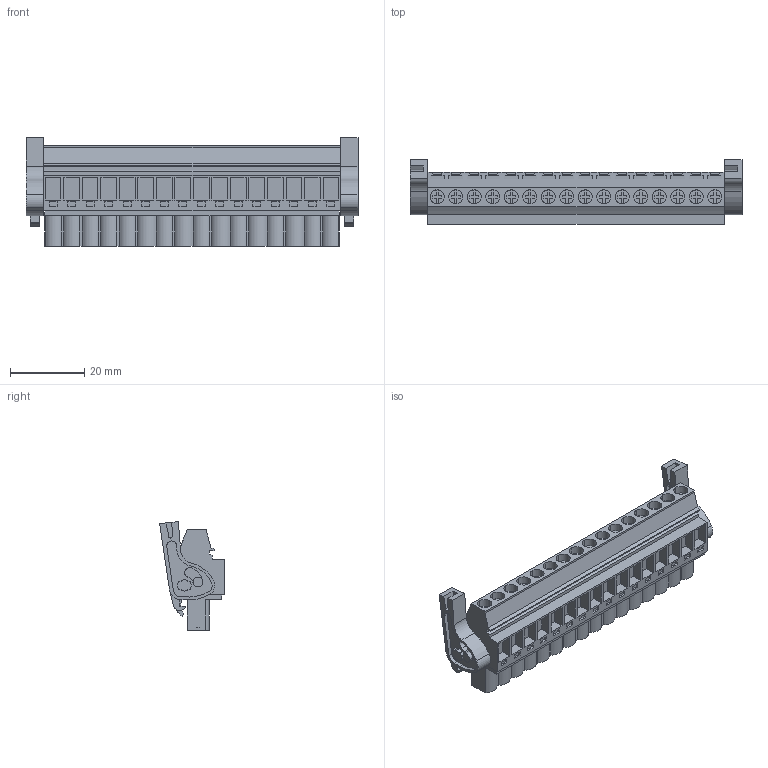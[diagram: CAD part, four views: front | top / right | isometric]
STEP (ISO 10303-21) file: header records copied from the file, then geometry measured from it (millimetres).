
FILE_DESCRIPTION(('CATIA V5 STEP Exchange','CAx-IF Rec.Pracs.--- Model Styling and Organization---1.2---2011-12-15'),'2;1');
FILE_NAME ('D1460508_0_1961050000_1961050000.stp','2017-09-20T17:18:41+00:00',('none'),('Weidmueller'),'CATIA Version 5-6 Release 2014','CATIA V5 STEP AP214','none');
FILE_SCHEMA(('AUTOMOTIVE_DESIGN { 1 0 10303 214 1 1 1 1 }'));
Length unit declared in the file: millimetre
Products named in the file (1): 1961050000
Bounding box: 89.7 x 17.52 x 29.42 mm (x, y, z)
Volume: 18968.4 mm3; surface area: 12646.7 mm2
Topology: 19 solids, 19 shells, 1220 faces, 3408 edges, 2300 vertices
Faces by surface type: plane 1040, cylinder 151, extrusion 29
Entity records: 36466 total; most frequent: CARTESIAN_POINT 6875, ORIENTED_EDGE 6816, DIRECTION 4855, EDGE_CURVE 3408, VECTOR 2989, LINE 2960, VERTEX_POINT 2300, EDGE_LOOP 1303
